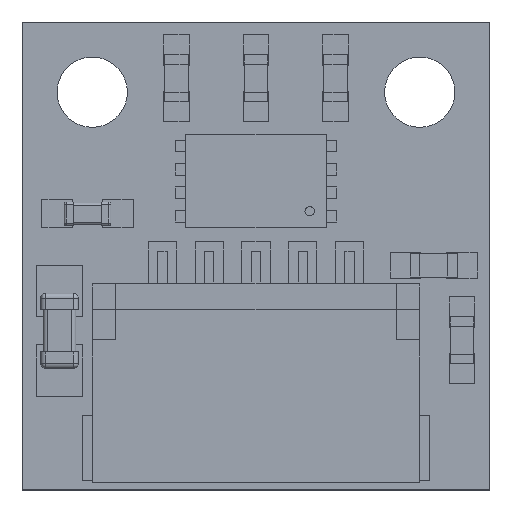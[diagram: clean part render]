
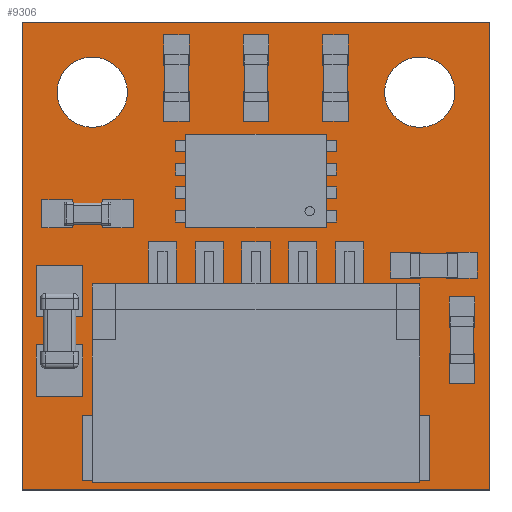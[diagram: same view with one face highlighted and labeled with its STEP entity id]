
A CAD part, top view. The second image highlights one B-rep face of the part: STEP entity #9306.
In plain terms, the highlighted planar face has unit normal (0, 0, 1).
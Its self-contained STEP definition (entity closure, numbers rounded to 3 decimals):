
#8830 = VERTEX_POINT('',#8831);
#8831 = CARTESIAN_POINT('',(15.,10.,0.6));
#8838 = PLANE('',#8839);
#8839 = AXIS2_PLACEMENT_3D('',#8840,#8841,#8842);
#8840 = CARTESIAN_POINT('',(15.,10.,0.));
#8841 = DIRECTION('',(0.,1.,0.));
#8842 = DIRECTION('',(1.,0.,0.));
#8850 = PLANE('',#8851);
#8851 = AXIS2_PLACEMENT_3D('',#8852,#8853,#8854);
#8852 = CARTESIAN_POINT('',(15.,20.,0.));
#8853 = DIRECTION('',(1.,0.,0.));
#8854 = DIRECTION('',(0.,-1.,0.));
#8862 = EDGE_CURVE('',#8830,#8863,#8865,.T.);
#8863 = VERTEX_POINT('',#8864);
#8864 = CARTESIAN_POINT('',(25.,10.,0.6));
#8865 = SURFACE_CURVE('',#8866,(#8870,#8877),.PCURVE_S1.);
#8866 = LINE('',#8867,#8868);
#8867 = CARTESIAN_POINT('',(15.,10.,0.6));
#8868 = VECTOR('',#8869,1.);
#8869 = DIRECTION('',(1.,0.,0.));
#8870 = PCURVE('',#8838,#8871);
#8871 = DEFINITIONAL_REPRESENTATION('',(#8872),#8876);
#8872 = LINE('',#8873,#8874);
#8873 = CARTESIAN_POINT('',(0.,-0.6));
#8874 = VECTOR('',#8875,1.);
#8875 = DIRECTION('',(1.,0.));
#8876 = ( GEOMETRIC_REPRESENTATION_CONTEXT(2) 
PARAMETRIC_REPRESENTATION_CONTEXT() REPRESENTATION_CONTEXT('2D SPACE',''
  ) );
#8877 = PCURVE('',#8878,#8883);
#8878 = PLANE('',#8879);
#8879 = AXIS2_PLACEMENT_3D('',#8880,#8881,#8882);
#8880 = CARTESIAN_POINT('',(20.,15.,0.6));
#8881 = DIRECTION('',(0.,0.,1.));
#8882 = DIRECTION('',(1.,0.,-0.));
#8883 = DEFINITIONAL_REPRESENTATION('',(#8884),#8888);
#8884 = LINE('',#8885,#8886);
#8885 = CARTESIAN_POINT('',(-5.,-5.));
#8886 = VECTOR('',#8887,1.);
#8887 = DIRECTION('',(1.,0.));
#8888 = ( GEOMETRIC_REPRESENTATION_CONTEXT(2) 
PARAMETRIC_REPRESENTATION_CONTEXT() REPRESENTATION_CONTEXT('2D SPACE',''
  ) );
#8906 = PLANE('',#8907);
#8907 = AXIS2_PLACEMENT_3D('',#8908,#8909,#8910);
#8908 = CARTESIAN_POINT('',(25.,10.,0.));
#8909 = DIRECTION('',(-1.,0.,0.));
#8910 = DIRECTION('',(0.,1.,0.));
#8950 = VERTEX_POINT('',#8951);
#8951 = CARTESIAN_POINT('',(15.,20.,0.6));
#8965 = PLANE('',#8966);
#8966 = AXIS2_PLACEMENT_3D('',#8967,#8968,#8969);
#8967 = CARTESIAN_POINT('',(25.,20.,0.));
#8968 = DIRECTION('',(0.,-1.,0.));
#8969 = DIRECTION('',(-1.,0.,0.));
#8977 = EDGE_CURVE('',#8950,#8830,#8978,.T.);
#8978 = SURFACE_CURVE('',#8979,(#8983,#8990),.PCURVE_S1.);
#8979 = LINE('',#8980,#8981);
#8980 = CARTESIAN_POINT('',(15.,20.,0.6));
#8981 = VECTOR('',#8982,1.);
#8982 = DIRECTION('',(0.,-1.,0.));
#8983 = PCURVE('',#8850,#8984);
#8984 = DEFINITIONAL_REPRESENTATION('',(#8985),#8989);
#8985 = LINE('',#8986,#8987);
#8986 = CARTESIAN_POINT('',(0.,-0.6));
#8987 = VECTOR('',#8988,1.);
#8988 = DIRECTION('',(1.,0.));
#8989 = ( GEOMETRIC_REPRESENTATION_CONTEXT(2) 
PARAMETRIC_REPRESENTATION_CONTEXT() REPRESENTATION_CONTEXT('2D SPACE',''
  ) );
#8990 = PCURVE('',#8878,#8991);
#8991 = DEFINITIONAL_REPRESENTATION('',(#8992),#8996);
#8992 = LINE('',#8993,#8994);
#8993 = CARTESIAN_POINT('',(-5.,5.));
#8994 = VECTOR('',#8995,1.);
#8995 = DIRECTION('',(0.,-1.));
#8996 = ( GEOMETRIC_REPRESENTATION_CONTEXT(2) 
PARAMETRIC_REPRESENTATION_CONTEXT() REPRESENTATION_CONTEXT('2D SPACE',''
  ) );
#9024 = EDGE_CURVE('',#8863,#9025,#9027,.T.);
#9025 = VERTEX_POINT('',#9026);
#9026 = CARTESIAN_POINT('',(25.,20.,0.6));
#9027 = SURFACE_CURVE('',#9028,(#9032,#9039),.PCURVE_S1.);
#9028 = LINE('',#9029,#9030);
#9029 = CARTESIAN_POINT('',(25.,10.,0.6));
#9030 = VECTOR('',#9031,1.);
#9031 = DIRECTION('',(0.,1.,0.));
#9032 = PCURVE('',#8906,#9033);
#9033 = DEFINITIONAL_REPRESENTATION('',(#9034),#9038);
#9034 = LINE('',#9035,#9036);
#9035 = CARTESIAN_POINT('',(0.,-0.6));
#9036 = VECTOR('',#9037,1.);
#9037 = DIRECTION('',(1.,0.));
#9038 = ( GEOMETRIC_REPRESENTATION_CONTEXT(2) 
PARAMETRIC_REPRESENTATION_CONTEXT() REPRESENTATION_CONTEXT('2D SPACE',''
  ) );
#9039 = PCURVE('',#8878,#9040);
#9040 = DEFINITIONAL_REPRESENTATION('',(#9041),#9045);
#9041 = LINE('',#9042,#9043);
#9042 = CARTESIAN_POINT('',(5.,-5.));
#9043 = VECTOR('',#9044,1.);
#9044 = DIRECTION('',(0.,1.));
#9045 = ( GEOMETRIC_REPRESENTATION_CONTEXT(2) 
PARAMETRIC_REPRESENTATION_CONTEXT() REPRESENTATION_CONTEXT('2D SPACE',''
  ) );
#9095 = EDGE_CURVE('',#9025,#8950,#9096,.T.);
#9096 = SURFACE_CURVE('',#9097,(#9101,#9108),.PCURVE_S1.);
#9097 = LINE('',#9098,#9099);
#9098 = CARTESIAN_POINT('',(25.,20.,0.6));
#9099 = VECTOR('',#9100,1.);
#9100 = DIRECTION('',(-1.,0.,0.));
#9101 = PCURVE('',#8965,#9102);
#9102 = DEFINITIONAL_REPRESENTATION('',(#9103),#9107);
#9103 = LINE('',#9104,#9105);
#9104 = CARTESIAN_POINT('',(0.,-0.6));
#9105 = VECTOR('',#9106,1.);
#9106 = DIRECTION('',(1.,0.));
#9107 = ( GEOMETRIC_REPRESENTATION_CONTEXT(2) 
PARAMETRIC_REPRESENTATION_CONTEXT() REPRESENTATION_CONTEXT('2D SPACE',''
  ) );
#9108 = PCURVE('',#8878,#9109);
#9109 = DEFINITIONAL_REPRESENTATION('',(#9110),#9114);
#9110 = LINE('',#9111,#9112);
#9111 = CARTESIAN_POINT('',(5.,5.));
#9112 = VECTOR('',#9113,1.);
#9113 = DIRECTION('',(-1.,0.));
#9114 = ( GEOMETRIC_REPRESENTATION_CONTEXT(2) 
PARAMETRIC_REPRESENTATION_CONTEXT() REPRESENTATION_CONTEXT('2D SPACE',''
  ) );
#9151 = CYLINDRICAL_SURFACE('',#9152,0.751);
#9152 = AXIS2_PLACEMENT_3D('',#9153,#9154,#9155);
#9153 = CARTESIAN_POINT('',(16.5,18.5,0.));
#9154 = DIRECTION('',(-0.,-0.,-1.));
#9155 = DIRECTION('',(1.,0.,0.));
#9171 = VERTEX_POINT('',#9172);
#9172 = CARTESIAN_POINT('',(17.251,18.5,0.6));
#9193 = EDGE_CURVE('',#9171,#9171,#9194,.T.);
#9194 = SURFACE_CURVE('',#9195,(#9200,#9207),.PCURVE_S1.);
#9195 = CIRCLE('',#9196,0.751);
#9196 = AXIS2_PLACEMENT_3D('',#9197,#9198,#9199);
#9197 = CARTESIAN_POINT('',(16.5,18.5,0.6));
#9198 = DIRECTION('',(0.,0.,1.));
#9199 = DIRECTION('',(1.,0.,-0.));
#9200 = PCURVE('',#9151,#9201);
#9201 = DEFINITIONAL_REPRESENTATION('',(#9202),#9206);
#9202 = LINE('',#9203,#9204);
#9203 = CARTESIAN_POINT('',(6.283,-0.6));
#9204 = VECTOR('',#9205,1.);
#9205 = DIRECTION('',(-1.,0.));
#9206 = ( GEOMETRIC_REPRESENTATION_CONTEXT(2) 
PARAMETRIC_REPRESENTATION_CONTEXT() REPRESENTATION_CONTEXT('2D SPACE',''
  ) );
#9207 = PCURVE('',#8878,#9208);
#9208 = DEFINITIONAL_REPRESENTATION('',(#9209),#9213);
#9209 = CIRCLE('',#9210,0.751);
#9210 = AXIS2_PLACEMENT_2D('',#9211,#9212);
#9211 = CARTESIAN_POINT('',(-3.5,3.5));
#9212 = DIRECTION('',(1.,0.));
#9213 = ( GEOMETRIC_REPRESENTATION_CONTEXT(2) 
PARAMETRIC_REPRESENTATION_CONTEXT() REPRESENTATION_CONTEXT('2D SPACE',''
  ) );
#9229 = CYLINDRICAL_SURFACE('',#9230,0.751);
#9230 = AXIS2_PLACEMENT_3D('',#9231,#9232,#9233);
#9231 = CARTESIAN_POINT('',(23.5,18.5,0.));
#9232 = DIRECTION('',(-0.,-0.,-1.));
#9233 = DIRECTION('',(1.,0.,0.));
#9249 = VERTEX_POINT('',#9250);
#9250 = CARTESIAN_POINT('',(24.251,18.5,0.6));
#9271 = EDGE_CURVE('',#9249,#9249,#9272,.T.);
#9272 = SURFACE_CURVE('',#9273,(#9278,#9285),.PCURVE_S1.);
#9273 = CIRCLE('',#9274,0.751);
#9274 = AXIS2_PLACEMENT_3D('',#9275,#9276,#9277);
#9275 = CARTESIAN_POINT('',(23.5,18.5,0.6));
#9276 = DIRECTION('',(0.,0.,1.));
#9277 = DIRECTION('',(1.,0.,-0.));
#9278 = PCURVE('',#9229,#9279);
#9279 = DEFINITIONAL_REPRESENTATION('',(#9280),#9284);
#9280 = LINE('',#9281,#9282);
#9281 = CARTESIAN_POINT('',(6.283,-0.6));
#9282 = VECTOR('',#9283,1.);
#9283 = DIRECTION('',(-1.,0.));
#9284 = ( GEOMETRIC_REPRESENTATION_CONTEXT(2) 
PARAMETRIC_REPRESENTATION_CONTEXT() REPRESENTATION_CONTEXT('2D SPACE',''
  ) );
#9285 = PCURVE('',#8878,#9286);
#9286 = DEFINITIONAL_REPRESENTATION('',(#9287),#9291);
#9287 = CIRCLE('',#9288,0.751);
#9288 = AXIS2_PLACEMENT_2D('',#9289,#9290);
#9289 = CARTESIAN_POINT('',(3.5,3.5));
#9290 = DIRECTION('',(1.,0.));
#9291 = ( GEOMETRIC_REPRESENTATION_CONTEXT(2) 
PARAMETRIC_REPRESENTATION_CONTEXT() REPRESENTATION_CONTEXT('2D SPACE',''
  ) );
#9306 = ADVANCED_FACE('',(#9307,#9313,#9316),#8878,.T.);
#9307 = FACE_BOUND('',#9308,.T.);
#9308 = EDGE_LOOP('',(#9309,#9310,#9311,#9312));
#9309 = ORIENTED_EDGE('',*,*,#8862,.T.);
#9310 = ORIENTED_EDGE('',*,*,#9024,.T.);
#9311 = ORIENTED_EDGE('',*,*,#9095,.T.);
#9312 = ORIENTED_EDGE('',*,*,#8977,.T.);
#9313 = FACE_BOUND('',#9314,.T.);
#9314 = EDGE_LOOP('',(#9315));
#9315 = ORIENTED_EDGE('',*,*,#9193,.F.);
#9316 = FACE_BOUND('',#9317,.T.);
#9317 = EDGE_LOOP('',(#9318));
#9318 = ORIENTED_EDGE('',*,*,#9271,.F.);
